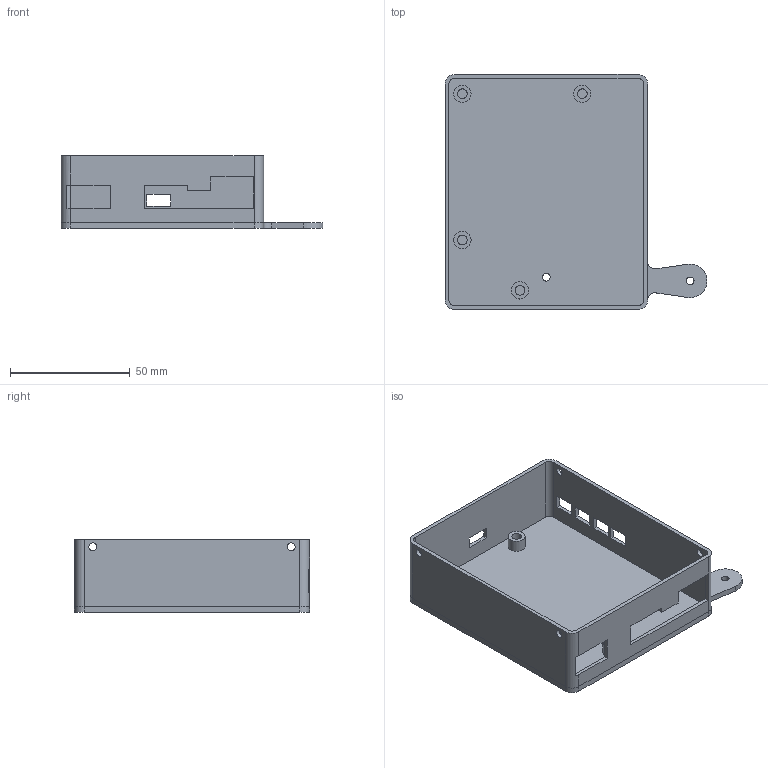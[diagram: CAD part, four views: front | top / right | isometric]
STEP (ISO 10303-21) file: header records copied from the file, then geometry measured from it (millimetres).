
FILE_DESCRIPTION(('FreeCAD Model'),'2;1');
FILE_NAME('Open CASCADE Shape Model','2024-04-05T16:20:14',(''),(''), 'Open CASCADE STEP processor 7.6','Ondsel','Unknown');
FILE_SCHEMA(('AUTOMOTIVE_DESIGN { 1 0 10303 214 1 1 1 1 }'));
Length unit declared in the file: millimetre
Products named in the file (1): Body
Bounding box: 109.25 x 98 x 30.4 mm (x, y, z)
Volume: 35393.4 mm3; surface area: 37298.4 mm2
Topology: 1 solids, 1 shells, 87 faces, 224 edges, 146 vertices
Faces by surface type: plane 58, cylinder 29
Full cylindrical faces by diameter (mm): 3.2 x6, 4 x4, 7.2 x4
Entity records: 2710 total; most frequent: CARTESIAN_POINT 458, DIRECTION 458, ORIENTED_EDGE 448, EDGE_CURVE 224, LINE 166, VECTOR 166, AXIS2_PLACEMENT_3D 146, VERTEX_POINT 146
